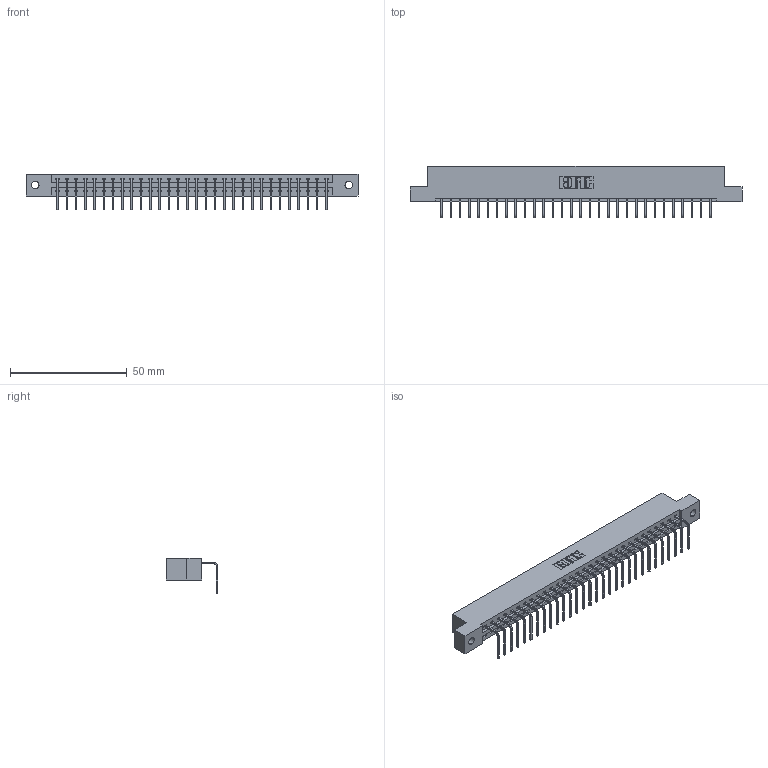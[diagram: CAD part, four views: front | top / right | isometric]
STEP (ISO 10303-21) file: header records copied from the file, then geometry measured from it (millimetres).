
FILE_DESCRIPTION (( 'STEP AP203' ), '1' );
FILE_NAME ('337-030-558-102.STEP', '2019-10-07T13:39:09', ( '' ), ( '' ), 'SwSTEP 2.0', 'SolidWorks 2016', '' );
FILE_SCHEMA (( 'CONFIG_CONTROL_DESIGN' ));
Length unit declared in the file: inch
Products named in the file (3): 337-030-558-102; 337 Part_Flush Mounting Lugs - 0.128 Dia; 345-292-001_558 Tail - 2
Assembly tree (31 placements, depth 2):
  337-030-558-102
    337 Part_Flush Mounting Lugs - 0.128 Dia
    345-292-001_558 Tail - 2  x30
Bounding box: 141.88 x 22.17 x 15.37 mm (x, y, z)
Volume: 14659.6 mm3; surface area: 15426.1 mm2
Topology: 31 solids, 31 shells, 2034 faces, 6131 edges, 4046 vertices
Faces by surface type: plane 1510, cylinder 524
Entity records: 23939 total; most frequent: CARTESIAN_POINT 4176, ORIENTED_EDGE 4142, DIRECTION 3539, EDGE_CURVE 2071, LINE 1943, VECTOR 1943, VERTEX_POINT 1378, AXIS2_PLACEMENT_3D 798
